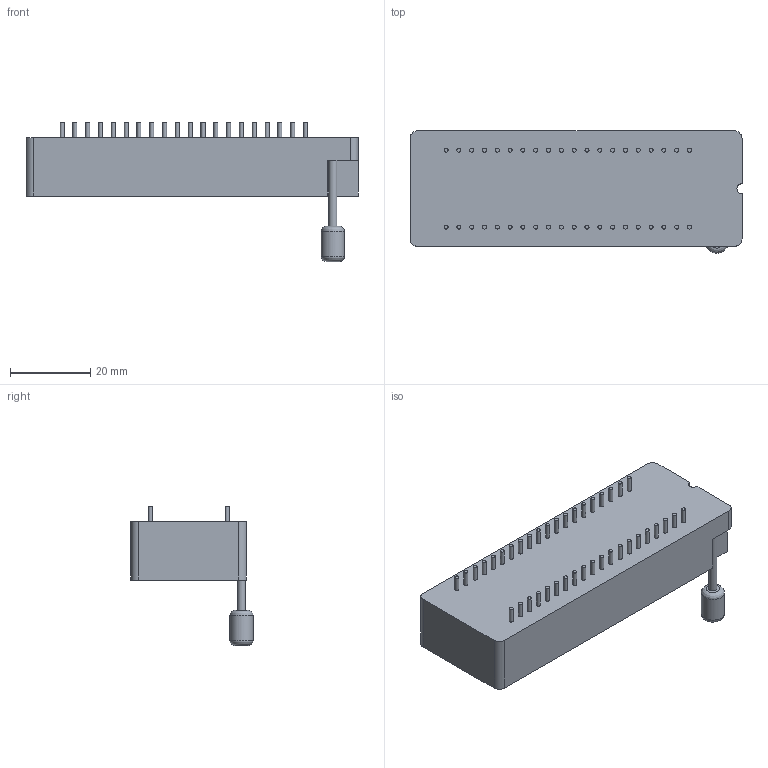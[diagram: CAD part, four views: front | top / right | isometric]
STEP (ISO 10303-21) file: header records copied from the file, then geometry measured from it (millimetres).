
FILE_DESCRIPTION(('FreeCAD Model'),'2;1');
FILE_NAME('Open CASCADE Shape Model','2025-05-02T23:08:48',('FreeCAD'),( 'FreeCAD'),'Open CASCADE STEP processor 7.6','FreeCAD','Unknown');
FILE_SCHEMA(('AUTOMOTIVE_DESIGN { 1 0 10303 214 1 1 1 1 }'));
Length unit declared in the file: millimetre
Products named in the file (1): Open CASCADE STEP translator 7.6 1
Bounding box: 82.68 x 30.41 x 34.68 mm (x, y, z)
Volume: 31169.9 mm3; surface area: 14049.6 mm2
Topology: 1 solids, 1 shells, 301 faces, 649 edges, 432 vertices
Faces by surface type: bspline 301
Entity records: 8115 total; most frequent: CARTESIAN_POINT 3849, ORIENTED_EDGE 1298, EDGE_CURVE 649, B_SPLINE_CURVE_WITH_KNOTS 551, VERTEX_POINT 432, FACE_BOUND 383, EDGE_LOOP 383, ADVANCED_FACE 301
